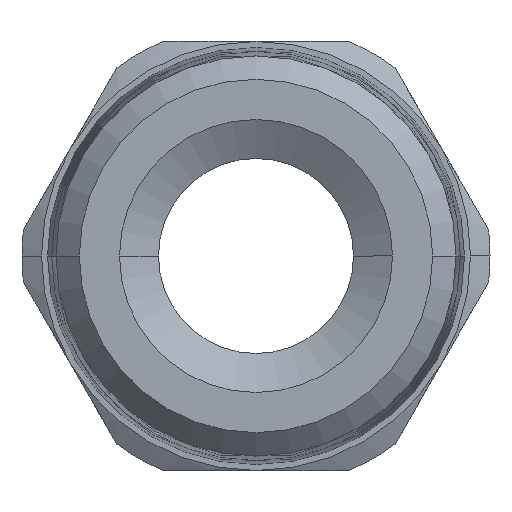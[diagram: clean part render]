
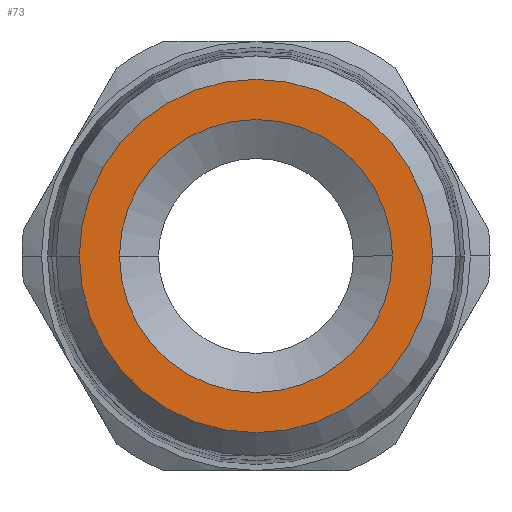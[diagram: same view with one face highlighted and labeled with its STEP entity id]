
A CAD part, left-side view. The second image highlights one B-rep face of the part: STEP entity #73.
In plain terms, the highlighted planar face has unit normal (-1, 0, 0).
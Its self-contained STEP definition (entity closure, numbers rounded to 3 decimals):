
#73=ADVANCED_FACE('',(#165,#166),#167,.T.);
#165=FACE_BOUND('',#295,.T.);
#166=FACE_OUTER_BOUND('',#296,.T.);
#167=PLANE('',#297);
#295=EDGE_LOOP('',(#567,#568));
#296=EDGE_LOOP('',(#569,#570));
#297=AXIS2_PLACEMENT_3D('',#571,#572,#573);
#567=ORIENTED_EDGE('',*,*,#919,.T.);
#568=ORIENTED_EDGE('',*,*,#918,.T.);
#569=ORIENTED_EDGE('',*,*,#903,.F.);
#570=ORIENTED_EDGE('',*,*,#928,.F.);
#571=CARTESIAN_POINT('',(-47.0,-4.53,0.0));
#572=DIRECTION('',(-1.0,0.,-0.0));
#573=DIRECTION('',(0.,1.0,0.0));
#903=EDGE_CURVE('',#1093,#1096,#1097,.T.);
#918=EDGE_CURVE('',#1119,#1121,#1123,.T.);
#919=EDGE_CURVE('',#1121,#1119,#1124,.T.);
#928=EDGE_CURVE('',#1096,#1093,#1135,.T.);
#1093=VERTEX_POINT('',#1391);
#1096=VERTEX_POINT('',#1395);
#1097=CIRCLE('',#1396,9.061);
#1119=VERTEX_POINT('',#1425);
#1121=VERTEX_POINT('',#1428);
#1123=CIRCLE('',#1431,7.0);
#1124=CIRCLE('',#1432,7.0);
#1135=CIRCLE('',#1443,9.061);
#1391=CARTESIAN_POINT('',(-47.0,-9.061,0.0));
#1395=CARTESIAN_POINT('',(-47.0,9.061,0.));
#1396=AXIS2_PLACEMENT_3D('',#1885,#1886,#1887);
#1425=CARTESIAN_POINT('',(-47.0,7.0,0.));
#1428=CARTESIAN_POINT('',(-47.0,-7.0,0.));
#1431=AXIS2_PLACEMENT_3D('',#1912,#1913,#1914);
#1432=AXIS2_PLACEMENT_3D('',#1915,#1916,#1917);
#1443=AXIS2_PLACEMENT_3D('',#1942,#1943,#1944);
#1885=CARTESIAN_POINT('',(-47.0,0.0,0.0));
#1886=DIRECTION('',(1.0,0.,0.0));
#1887=DIRECTION('',(0.,-1.0,0.0));
#1912=CARTESIAN_POINT('',(-47.0,0.0,0.0));
#1913=DIRECTION('',(1.0,0.,0.0));
#1914=DIRECTION('',(0.,1.0,0.0));
#1915=CARTESIAN_POINT('',(-47.0,0.0,0.0));
#1916=DIRECTION('',(1.0,0.,0.0));
#1917=DIRECTION('',(0.,1.0,0.0));
#1942=CARTESIAN_POINT('',(-47.0,0.0,0.0));
#1943=DIRECTION('',(1.0,0.,0.0));
#1944=DIRECTION('',(0.,-1.0,0.0));
